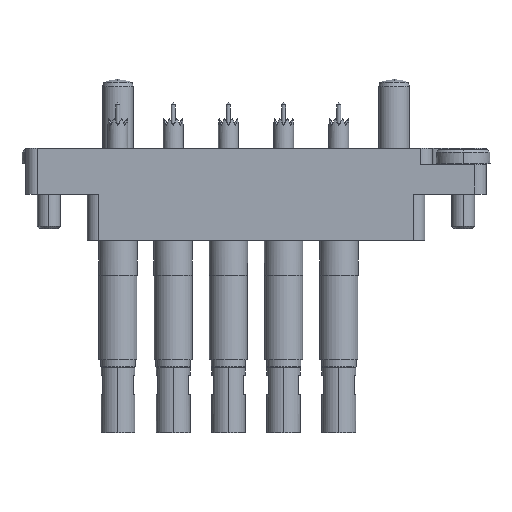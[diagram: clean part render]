
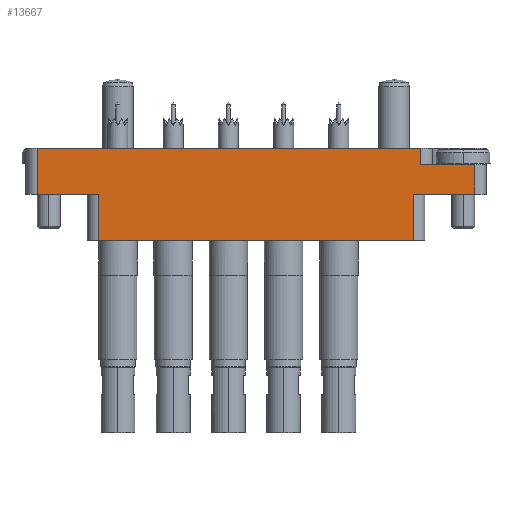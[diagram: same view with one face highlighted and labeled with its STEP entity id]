
A CAD part, left-side view. The second image highlights one B-rep face of the part: STEP entity #13667.
In plain terms, the highlighted face is planar.
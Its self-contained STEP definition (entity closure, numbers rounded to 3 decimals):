
#44 = ORIENTED_EDGE ( 'NONE', *, *, #3866, .F. ) ;
#351 = VECTOR ( 'NONE', #12695, 1000. ) ;
#633 = VECTOR ( 'NONE', #19896, 1000. ) ;
#757 = DIRECTION ( 'NONE',  ( 0., 0., -1. ) ) ;
#912 = ORIENTED_EDGE ( 'NONE', *, *, #10644, .F. ) ;
#2672 = CARTESIAN_POINT ( 'NONE',  ( 21.5, 3.9, 14.35 ) ) ;
#2903 = CARTESIAN_POINT ( 'NONE',  ( 30., 0., 14.35 ) ) ;
#2944 = DIRECTION ( 'NONE',  ( 1., 0., 0. ) ) ;
#3040 = DIRECTION ( 'NONE',  ( -1., 0., 0. ) ) ;
#3084 = ORIENTED_EDGE ( 'NONE', *, *, #24794, .T. ) ;
#3107 = VECTOR ( 'NONE', #7629, 1000. ) ;
#3866 = EDGE_CURVE ( 'NONE', #22896, #15240, #21310, .T. ) ;
#3894 = LINE ( 'NONE', #11890, #633 ) ;
#3989 = VECTOR ( 'NONE', #3040, 1000. ) ;
#5322 = CARTESIAN_POINT ( 'NONE',  ( 28.5, 3.9, 14.35 ) ) ;
#5489 = VERTEX_POINT ( 'NONE', #23240 ) ;
#5715 = CARTESIAN_POINT ( 'NONE',  ( 21.5, 6., 14.35 ) ) ;
#5789 = VECTOR ( 'NONE', #2944, 1000. ) ;
#5937 = LINE ( 'NONE', #13924, #10587 ) ;
#6277 = CARTESIAN_POINT ( 'NONE',  ( -30., 0., 14.35 ) ) ;
#7629 = DIRECTION ( 'NONE',  ( -1., 0., 0. ) ) ;
#7657 = DIRECTION ( 'NONE',  ( 0., 1., 0. ) ) ;
#7782 = DIRECTION ( 'NONE',  ( 0., -1., 0. ) ) ;
#9239 = VECTOR ( 'NONE', #7657, 1000. ) ;
#9421 = VERTEX_POINT ( 'NONE', #10090 ) ;
#9684 = EDGE_CURVE ( 'NONE', #23337, #15240, #10184, .T. ) ;
#10090 = CARTESIAN_POINT ( 'NONE',  ( -28.5, 6., 14.35 ) ) ;
#10164 = AXIS2_PLACEMENT_3D ( 'NONE', #6277, #757, #22294 ) ;
#10184 = LINE ( 'NONE', #25829, #25340 ) ;
#10560 = LINE ( 'NONE', #18564, #5789 ) ;
#10587 = VECTOR ( 'NONE', #7782, 1000. ) ;
#10601 = PLANE ( 'NONE',  #10164 ) ;
#10644 = EDGE_CURVE ( 'NONE', #15148, #16367, #14833, .T. ) ;
#11018 = VERTEX_POINT ( 'NONE', #17763 ) ;
#11360 = CARTESIAN_POINT ( 'NONE',  ( -20.5, 0., 14.35 ) ) ;
#11725 = CARTESIAN_POINT ( 'NONE',  ( 21.5, 0., 14.35 ) ) ;
#11890 = CARTESIAN_POINT ( 'NONE',  ( 30., 0., 14.35 ) ) ;
#12695 = DIRECTION ( 'NONE',  ( 0., 1., 0. ) ) ;
#12813 = EDGE_CURVE ( 'NONE', #23337, #5489, #3894, .T. ) ;
#12827 = VECTOR ( 'NONE', #24512, 1000. ) ;
#12845 = CARTESIAN_POINT ( 'NONE',  ( -20.5, 0., 14.35 ) ) ;
#13667 = ADVANCED_FACE ( 'NONE', ( #16378 ), #10601, .F. ) ;
#13785 = LINE ( 'NONE', #19836, #3107 ) ;
#13924 = CARTESIAN_POINT ( 'NONE',  ( -28.5, 0., 14.35 ) ) ;
#13961 = CARTESIAN_POINT ( 'NONE',  ( 28.5, 0., 14.35 ) ) ;
#13987 = LINE ( 'NONE', #20038, #351 ) ;
#14155 = EDGE_LOOP ( 'NONE', ( #15438, #24355, #18373, #21250, #44, #3084, #15509, #16573, #912, #14842 ) ) ;
#14538 = EDGE_CURVE ( 'NONE', #19034, #11018, #13785, .T. ) ;
#14833 = LINE ( 'NONE', #2903, #3989 ) ;
#14842 = ORIENTED_EDGE ( 'NONE', *, *, #16311, .T. ) ;
#15148 = VERTEX_POINT ( 'NONE', #11360 ) ;
#15240 = VERTEX_POINT ( 'NONE', #5322 ) ;
#15438 = ORIENTED_EDGE ( 'NONE', *, *, #14538, .F. ) ;
#15509 = ORIENTED_EDGE ( 'NONE', *, *, #18449, .F. ) ;
#16311 = EDGE_CURVE ( 'NONE', #15148, #11018, #22821, .T. ) ;
#16367 = VERTEX_POINT ( 'NONE', #16765 ) ;
#16378 = FACE_OUTER_BOUND ( 'NONE', #14155, .T. ) ;
#16573 = ORIENTED_EDGE ( 'NONE', *, *, #19592, .T. ) ;
#16765 = CARTESIAN_POINT ( 'NONE',  ( -28.5, 0., 14.35 ) ) ;
#17402 = CARTESIAN_POINT ( 'NONE',  ( 20.5, -6., 14.35 ) ) ;
#17763 = CARTESIAN_POINT ( 'NONE',  ( -20.5, -6., 14.35 ) ) ;
#18326 = CARTESIAN_POINT ( 'NONE',  ( 30., 3.9, 14.35 ) ) ;
#18331 = VERTEX_POINT ( 'NONE', #5715 ) ;
#18373 = ORIENTED_EDGE ( 'NONE', *, *, #12813, .F. ) ;
#18449 = EDGE_CURVE ( 'NONE', #9421, #18331, #10560, .T. ) ;
#18564 = CARTESIAN_POINT ( 'NONE',  ( -30., 6., 14.35 ) ) ;
#18909 = EDGE_CURVE ( 'NONE', #19034, #5489, #13987, .T. ) ;
#19034 = VERTEX_POINT ( 'NONE', #17402 ) ;
#19592 = EDGE_CURVE ( 'NONE', #9421, #16367, #5937, .T. ) ;
#19603 = LINE ( 'NONE', #11725, #9239 ) ;
#19836 = CARTESIAN_POINT ( 'NONE',  ( -22., -6., 14.35 ) ) ;
#19896 = DIRECTION ( 'NONE',  ( -1., 0., 0. ) ) ;
#20038 = CARTESIAN_POINT ( 'NONE',  ( 20.5, 0., 14.35 ) ) ;
#21250 = ORIENTED_EDGE ( 'NONE', *, *, #9684, .T. ) ;
#21310 = LINE ( 'NONE', #18326, #12827 ) ;
#21445 = VECTOR ( 'NONE', #25060, 1000. ) ;
#22294 = DIRECTION ( 'NONE',  ( -1., 0., 0. ) ) ;
#22821 = LINE ( 'NONE', #12845, #21445 ) ;
#22896 = VERTEX_POINT ( 'NONE', #2672 ) ;
#23240 = CARTESIAN_POINT ( 'NONE',  ( 20.5, 0., 14.35 ) ) ;
#23337 = VERTEX_POINT ( 'NONE', #13961 ) ;
#24231 = DIRECTION ( 'NONE',  ( 0., 1., 0. ) ) ;
#24355 = ORIENTED_EDGE ( 'NONE', *, *, #18909, .T. ) ;
#24512 = DIRECTION ( 'NONE',  ( 1., 0., 0. ) ) ;
#24794 = EDGE_CURVE ( 'NONE', #22896, #18331, #19603, .T. ) ;
#25060 = DIRECTION ( 'NONE',  ( 0., -1., 0. ) ) ;
#25340 = VECTOR ( 'NONE', #24231, 1000. ) ;
#25829 = CARTESIAN_POINT ( 'NONE',  ( 28.5, 3.9, 14.35 ) ) ;
